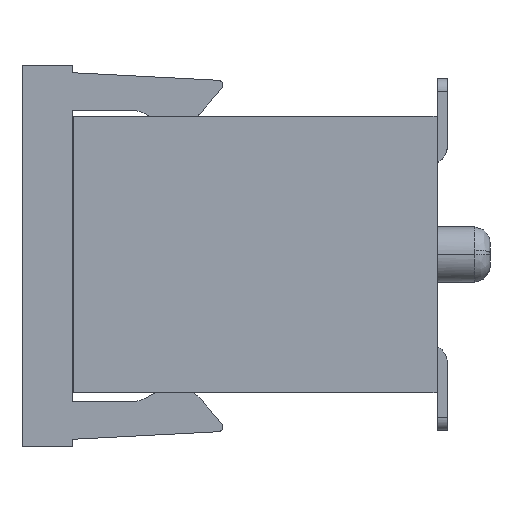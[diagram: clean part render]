
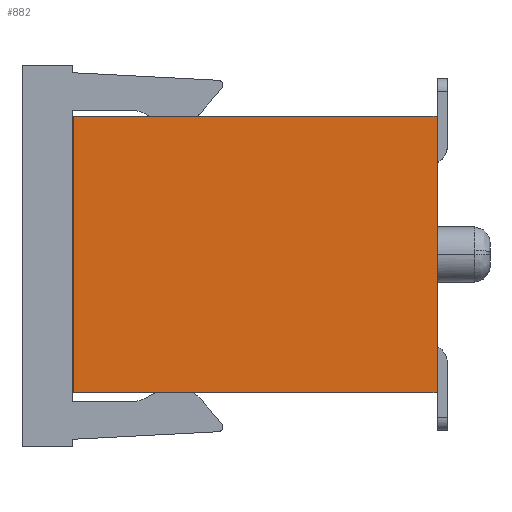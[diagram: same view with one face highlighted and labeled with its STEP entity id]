
A CAD part, left-side view. The second image highlights one B-rep face of the part: STEP entity #882.
In plain terms, the highlighted planar face has unit normal (-1, 0, 0).
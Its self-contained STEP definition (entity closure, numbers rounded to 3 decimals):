
#780=CARTESIAN_POINT('',(25.4,4.675,-2.75));
#781=DIRECTION('',(0.,-1.,0.));
#782=DIRECTION('',(-1.,0.,0.));
#783=AXIS2_PLACEMENT_3D('',#780,#782,#781);
#784=PLANE('',#783);
#785=CARTESIAN_POINT('',(25.4,1.05,-5.5));
#786=VERTEX_POINT('',#785);
#787=CARTESIAN_POINT('',(25.4,1.2,-5.5));
#788=VERTEX_POINT('',#787);
#789=CARTESIAN_POINT('',(25.4,1.05,-5.5));
#790=DIRECTION('',(0.,1.,0.));
#791=VECTOR('',#790,0.15);
#792=LINE('',#789,#791);
#793=EDGE_CURVE('',#786,#788,#792,.T.);
#794=ORIENTED_EDGE('',*,*,#793,.F.);
#795=CARTESIAN_POINT('',(25.4,1.05,-5.07));
#796=VERTEX_POINT('',#795);
#797=CARTESIAN_POINT('',(25.4,1.05,-5.07));
#798=DIRECTION('',(0.,0.,-1.));
#799=VECTOR('',#798,0.43);
#800=LINE('',#797,#799);
#801=EDGE_CURVE('',#796,#786,#800,.T.);
#802=ORIENTED_EDGE('',*,*,#801,.F.);
#803=CARTESIAN_POINT('',(25.4,1.05,-4.92));
#804=VERTEX_POINT('',#803);
#805=CARTESIAN_POINT('',(25.4,1.05,-5.07));
#806=CARTESIAN_POINT('',(25.4,1.05,-5.04));
#807=CARTESIAN_POINT('',(25.4,1.05,-5.01));
#808=CARTESIAN_POINT('',(25.4,1.05,-4.98));
#809=CARTESIAN_POINT('',(25.4,1.05,-4.95));
#810=CARTESIAN_POINT('',(25.4,1.05,-4.92));
#811=B_SPLINE_CURVE_WITH_KNOTS('',5,(#805,#806,#807,#808,#809,#810),.UNSPECIFIED.,.F.,.U.,(6,6),(0.,0.15),.UNSPECIFIED.);
#812=EDGE_CURVE('',#796,#804,#811,.T.);
#813=ORIENTED_EDGE('',*,*,#812,.T.);
#814=CARTESIAN_POINT('',(25.4,1.05,-0.58));
#815=VERTEX_POINT('',#814);
#816=CARTESIAN_POINT('',(25.4,1.05,-0.58));
#817=DIRECTION('',(0.,0.,-1.));
#818=VECTOR('',#817,4.34);
#819=LINE('',#816,#818);
#820=EDGE_CURVE('',#815,#804,#819,.T.);
#821=ORIENTED_EDGE('',*,*,#820,.F.);
#822=CARTESIAN_POINT('',(25.4,1.05,-0.43));
#823=VERTEX_POINT('',#822);
#824=CARTESIAN_POINT('',(25.4,1.05,-0.58));
#825=CARTESIAN_POINT('',(25.4,1.05,-0.55));
#826=CARTESIAN_POINT('',(25.4,1.05,-0.52));
#827=CARTESIAN_POINT('',(25.4,1.05,-0.49));
#828=CARTESIAN_POINT('',(25.4,1.05,-0.46));
#829=CARTESIAN_POINT('',(25.4,1.05,-0.43));
#830=B_SPLINE_CURVE_WITH_KNOTS('',5,(#824,#825,#826,#827,#828,#829),.UNSPECIFIED.,.F.,.U.,(6,6),(0.,0.15),.UNSPECIFIED.);
#831=EDGE_CURVE('',#815,#823,#830,.T.);
#832=ORIENTED_EDGE('',*,*,#831,.T.);
#833=CARTESIAN_POINT('',(25.4,1.05,0.));
#834=VERTEX_POINT('',#833);
#835=CARTESIAN_POINT('',(25.4,1.05,0.));
#836=DIRECTION('',(0.,0.,-1.));
#837=VECTOR('',#836,0.43);
#838=LINE('',#835,#837);
#839=EDGE_CURVE('',#834,#823,#838,.T.);
#840=ORIENTED_EDGE('',*,*,#839,.F.);
#841=CARTESIAN_POINT('',(25.4,1.2,0.));
#842=VERTEX_POINT('',#841);
#843=CARTESIAN_POINT('',(25.4,1.05,0.));
#844=DIRECTION('',(0.,1.,0.));
#845=VECTOR('',#844,0.15);
#846=LINE('',#843,#845);
#847=EDGE_CURVE('',#834,#842,#846,.T.);
#848=ORIENTED_EDGE('',*,*,#847,.T.);
#849=CARTESIAN_POINT('',(25.4,8.3,0.));
#850=VERTEX_POINT('',#849);
#851=CARTESIAN_POINT('',(25.4,1.2,0.));
#852=CARTESIAN_POINT('',(25.4,2.62,0.));
#853=CARTESIAN_POINT('',(25.4,4.04,0.));
#854=CARTESIAN_POINT('',(25.4,5.46,0.));
#855=CARTESIAN_POINT('',(25.4,6.88,0.));
#856=CARTESIAN_POINT('',(25.4,8.3,0.));
#857=B_SPLINE_CURVE_WITH_KNOTS('',5,(#851,#852,#853,#854,#855,#856),.UNSPECIFIED.,.F.,.U.,(6,6),(0.,7.1),.UNSPECIFIED.);
#858=EDGE_CURVE('',#842,#850,#857,.T.);
#859=ORIENTED_EDGE('',*,*,#858,.T.);
#860=CARTESIAN_POINT('',(25.4,8.3,-5.5));
#861=VERTEX_POINT('',#860);
#862=CARTESIAN_POINT('',(25.4,8.3,0.));
#863=CARTESIAN_POINT('',(25.4,8.3,-1.1));
#864=CARTESIAN_POINT('',(25.4,8.3,-2.2));
#865=CARTESIAN_POINT('',(25.4,8.3,-3.3));
#866=CARTESIAN_POINT('',(25.4,8.3,-4.4));
#867=CARTESIAN_POINT('',(25.4,8.3,-5.5));
#868=B_SPLINE_CURVE_WITH_KNOTS('',5,(#862,#863,#864,#865,#866,#867),.UNSPECIFIED.,.F.,.U.,(6,6),(0.,5.5),.UNSPECIFIED.);
#869=EDGE_CURVE('',#850,#861,#868,.T.);
#870=ORIENTED_EDGE('',*,*,#869,.T.);
#871=CARTESIAN_POINT('',(25.4,1.2,-5.5));
#872=CARTESIAN_POINT('',(25.4,2.62,-5.5));
#873=CARTESIAN_POINT('',(25.4,4.04,-5.5));
#874=CARTESIAN_POINT('',(25.4,5.46,-5.5));
#875=CARTESIAN_POINT('',(25.4,6.88,-5.5));
#876=CARTESIAN_POINT('',(25.4,8.3,-5.5));
#877=B_SPLINE_CURVE_WITH_KNOTS('',5,(#871,#872,#873,#874,#875,#876),.UNSPECIFIED.,.F.,.U.,(6,6),(0.,7.1),.UNSPECIFIED.);
#878=EDGE_CURVE('',#788,#861,#877,.T.);
#879=ORIENTED_EDGE('',*,*,#878,.F.);
#880=EDGE_LOOP('',(#794,#802,#813,#821,#832,#840,#848,#859,#870,#879));
#881=FACE_OUTER_BOUND('',#880,.T.);
#882=ADVANCED_FACE('',(#881),#784,.T.);
